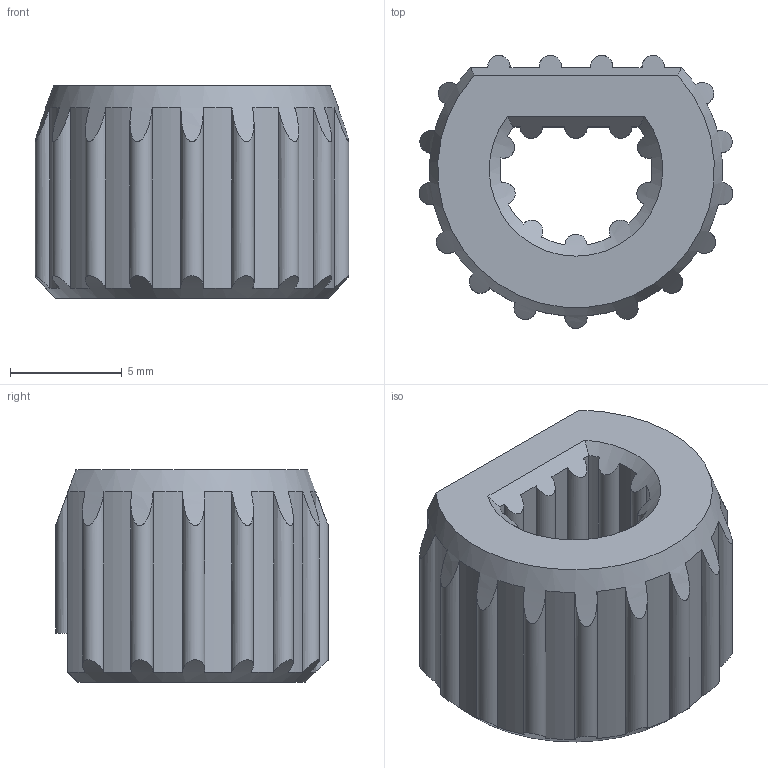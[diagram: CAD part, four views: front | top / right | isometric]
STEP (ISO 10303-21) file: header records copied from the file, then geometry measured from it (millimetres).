
FILE_DESCRIPTION(('FreeCAD Model'),'2;1');
FILE_NAME('Open CASCADE Shape Model','2025-01-15T09:15:20',('FreeCAD'),( 'FreeCAD'),'Open CASCADE STEP processor 7.7','FreeCAD','Unknown');
FILE_SCHEMA(('AUTOMOTIVE_DESIGN { 1 0 10303 214 1 1 1 1 }'));
Length unit declared in the file: millimetre
Products named in the file (1): Open CASCADE STEP translator 7.7 1
Bounding box: 14.03 x 12.2 x 9.5 mm (x, y, z)
Volume: 819 mm3; surface area: 840.3 mm2
Topology: 1 solids, 1 shells, 73 faces, 265 edges, 194 vertices
Faces by surface type: cylinder 50, plane 19, cone 4
Entity records: 5219 total; most frequent: CARTESIAN_POINT 3010, ORIENTED_EDGE 530, DIRECTION 399, EDGE_CURVE 265, VERTEX_POINT 194, AXIS2_PLACEMENT_3D 153, LINE 93, VECTOR 93
